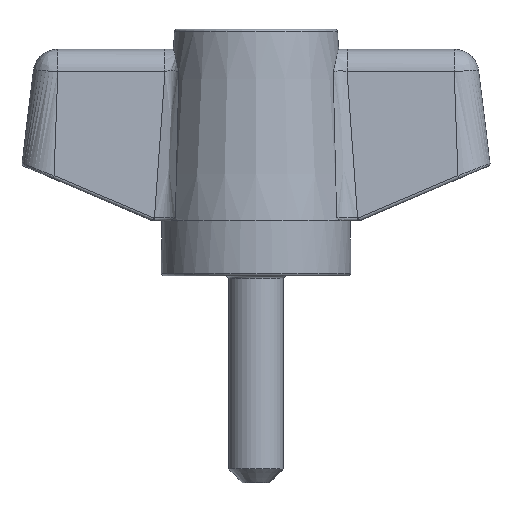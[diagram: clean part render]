
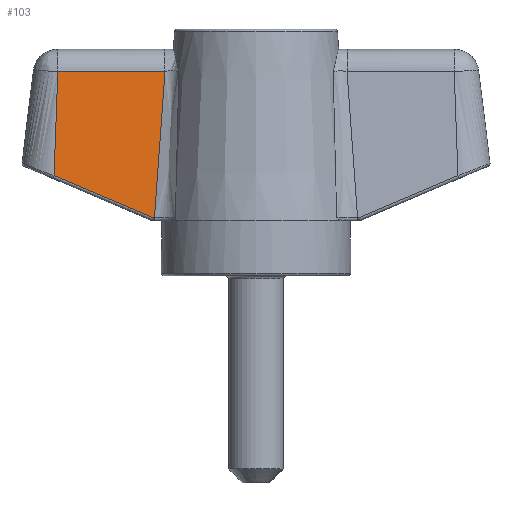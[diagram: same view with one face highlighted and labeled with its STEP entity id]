
A CAD part, left-side view. The second image highlights one B-rep face of the part: STEP entity #103.
In plain terms, the highlighted planar face has unit normal (-0.996, 0, 0.087).
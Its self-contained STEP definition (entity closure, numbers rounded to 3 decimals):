
#103 = ADVANCED_FACE( '', ( #264 ), #265, .T. );
#264 = FACE_OUTER_BOUND( '', #997, .T. );
#265 = PLANE( '', #998 );
#997 = EDGE_LOOP( '', ( #4603, #4604, #4605, #4606, #4607 ) );
#998 = AXIS2_PLACEMENT_3D( '', #4608, #4609, #4610 );
#4603 = ORIENTED_EDGE( '', *, *, #5086, .T. );
#4604 = ORIENTED_EDGE( '', *, *, #5087, .T. );
#4605 = ORIENTED_EDGE( '', *, *, #5088, .T. );
#4606 = ORIENTED_EDGE( '', *, *, #5089, .T. );
#4607 = ORIENTED_EDGE( '', *, *, #5090, .T. );
#4608 = CARTESIAN_POINT( '', ( -3.1, 0., 0. ) );
#4609 = DIRECTION( '', ( -0.996, 0., 0.087 ) );
#4610 = DIRECTION( '', ( 0.087, 0., 0.996 ) );
#5086 = EDGE_CURVE( '', #5318, #5319, #5320, .T. );
#5087 = EDGE_CURVE( '', #5319, #5321, #5322, .F. );
#5088 = EDGE_CURVE( '', #5321, #5323, #5324, .F. );
#5089 = EDGE_CURVE( '', #5323, #5325, #5326, .T. );
#5090 = EDGE_CURVE( '', #5325, #5318, #5327, .F. );
#5318 = VERTEX_POINT( '', #5907 );
#5319 = VERTEX_POINT( '', #5908 );
#5320 = B_SPLINE_CURVE_WITH_KNOTS( '', 3, ( #5909, #5910, #5911, #5912, #5913, #5914, #5915 ), .UNSPECIFIED., .F., .F., ( 4, 3, 4 ), ( 0.434, 0.585, 0.595 ), .UNSPECIFIED. );
#5321 = VERTEX_POINT( '', #5916 );
#5322 = LINE( '', #5917, #5918 );
#5323 = VERTEX_POINT( '', #5919 );
#5324 = LINE( '', #5920, #5921 );
#5325 = VERTEX_POINT( '', #5922 );
#5326 = B_SPLINE_CURVE_WITH_KNOTS( '', 2, ( #5923, #5924, #5925 ), .UNSPECIFIED., .F., .F., ( 3, 3 ), ( 0.016, 0.862 ), .UNSPECIFIED. );
#5327 = LINE( '', #5926, #5927 );
#5907 = CARTESIAN_POINT( '', ( -1.801, 14.381, 14.853 ) );
#5908 = CARTESIAN_POINT( '', ( -2.463, 14.66, 7.278 ) );
#5909 = CARTESIAN_POINT( '', ( -1.801, 14.381, 14.853 ) );
#5910 = CARTESIAN_POINT( '', ( -2.008, 14.468, 12.485 ) );
#5911 = CARTESIAN_POINT( '', ( -2.215, 14.556, 10.117 ) );
#5912 = CARTESIAN_POINT( '', ( -2.422, 14.643, 7.749 ) );
#5913 = CARTESIAN_POINT( '', ( -2.436, 14.649, 7.592 ) );
#5914 = CARTESIAN_POINT( '', ( -2.45, 14.655, 7.435 ) );
#5915 = CARTESIAN_POINT( '', ( -2.463, 14.66, 7.278 ) );
#5916 = CARTESIAN_POINT( '', ( -2.731, 7.451, 4.217 ) );
#5917 = CARTESIAN_POINT( '', ( -3.022, -0.382, 0.893 ) );
#5918 = VECTOR( '', #7281, 1000. );
#5919 = CARTESIAN_POINT( '', ( -2.731, 7.368, 4.217 ) );
#5920 = CARTESIAN_POINT( '', ( -2.731, 0., 4.217 ) );
#5921 = VECTOR( '', #7282, 1000. );
#5922 = CARTESIAN_POINT( '', ( -1.801, 6.608, 14.853 ) );
#5923 = CARTESIAN_POINT( '', ( -2.731, 7.368, 4.217 ) );
#5924 = CARTESIAN_POINT( '', ( -2.235, 7.011, 9.892 ) );
#5925 = CARTESIAN_POINT( '', ( -1.801, 6.608, 14.853 ) );
#5926 = CARTESIAN_POINT( '', ( -1.801, 0., 14.853 ) );
#5927 = VECTOR( '', #7283, 1000. );
#7281 = DIRECTION( '', ( 0.034, 0.92, 0.391 ) );
#7282 = DIRECTION( '', ( 0., 1., 0. ) );
#7283 = DIRECTION( '', ( 0., -1., 0. ) );
